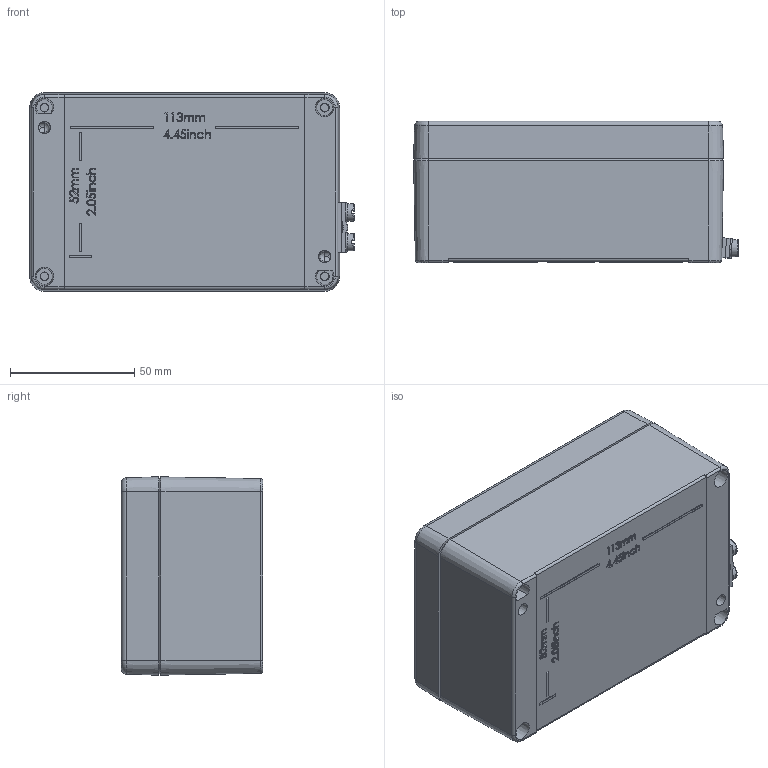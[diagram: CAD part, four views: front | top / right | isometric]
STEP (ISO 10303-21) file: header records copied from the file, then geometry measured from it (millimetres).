
FILE_DESCRIPTION(/* description */ (''),/* implementation_level */ '2;1');
FILE_NAME(/* name */ '15130806000-RST.stp',/* time_stamp */ '2021-09-06T15:23:15+02:00',/* author */ ('sl'),/* organization */ (''),/* preprocessor_version */ 'ST-DEVELOPER v16.5',/* originating_system */ 'Autodesk Inventor 2017',/* authorisation */ '');
FILE_SCHEMA (('AUTOMOTIVE_DESIGN { 1 0 10303 214 3 1 1 }'));
Length unit declared in the file: millimetre
Products named in the file (13): Alu-Ex-Gehäuse-05-BG-0001-15_130806_000; Deckel-Alu-Ex-Gehäuse-05-BG-0002-15_130806_000; Deckel-Alu-Ex-Gehäuse-05-BT-0001-15_130806_000; Dichtlippe-Alu-Ex-Gehäuse-05-BT-0003-15_130806_000; UT-Alu-Ex-Gehäuse-05-BG-0003-15_130806_000; UT-Alu-Ex-Gehäuse-05-BT-0002-15_130806_000; Dop-Erdungsschraube; Dop-Erdungsschraube-Teil1-95026; Dop-Erdungsschraube-Teil2-95026; Dop-Erdungsschraube-Teil3-95026; Dop-Erdungsschraube-Teil4-95026; Erdung92081; SchraubeM4x20-7
Assembly tree (19 placements, depth 4):
  Alu-Ex-Gehäuse-05-BG-0001-15_130806_000
    Deckel-Alu-Ex-Gehäuse-05-BG-0002-15_130806_000
      Erdung92081
      Deckel-Alu-Ex-Gehäuse-05-BT-0001-15_130806_000
      Dichtlippe-Alu-Ex-Gehäuse-05-BT-0003-15_130806_000
    UT-Alu-Ex-Gehäuse-05-BG-0003-15_130806_000
      UT-Alu-Ex-Gehäuse-05-BT-0002-15_130806_000
      Dop-Erdungsschraube
        Dop-Erdungsschraube-Teil1-95026
        Dop-Erdungsschraube-Teil2-95026
        Dop-Erdungsschraube-Teil3-95026  x2
        Dop-Erdungsschraube-Teil4-95026  x2
      Erdung92081  x2
    SchraubeM4x20-7  x4
Bounding box: 131 x 57 x 80 mm (x, y, z)
Volume: 156535.8 mm3; surface area: 94848.7 mm2
Topology: 16 solids, 16 shells, 1049 faces, 2581 edges, 1642 vertices
Faces by surface type: plane 493, bspline 202, cylinder 164, cone 103, torus 87
Full cylindrical faces by diameter (mm): 1.8 x1, 1.9 x1, 3.3 x12, 3.52 x4, 4 x6, 4.4 x4, 4.5 x4, 4.7 x3, 5 x3, 7 x2, 8 x3
Entity records: 37413 total; most frequent: CARTESIAN_POINT 16801, ORIENTED_EDGE 4306, DIRECTION 3812, EDGE_CURVE 2153, VERTEX_POINT 1413, AXIS2_PLACEMENT_3D 1311, LINE 1190, VECTOR 1190
